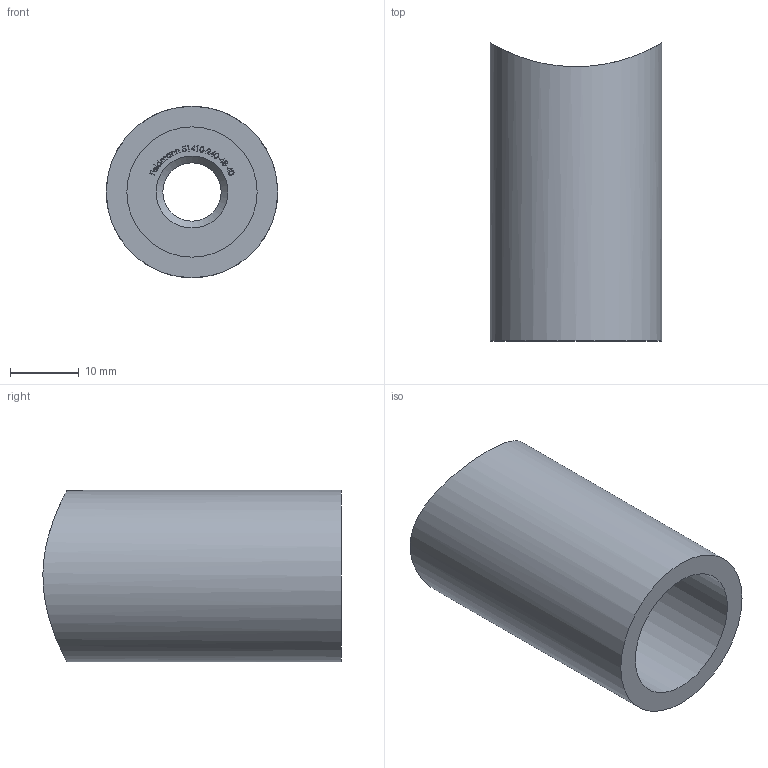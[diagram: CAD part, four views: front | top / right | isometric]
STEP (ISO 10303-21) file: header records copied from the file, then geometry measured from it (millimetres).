
FILE_DESCRIPTION (( 'STEP AP203' ), '1' );
FILE_NAME ('51410-240-48-40.step', '2023-09-19T08:42:29', ( '' ), ( '' ), 'SwSTEP 2.0', 'SolidWorks 2018', '' );
FILE_SCHEMA (( 'CONFIG_CONTROL_DESIGN' ));
Length unit declared in the file: millimetre
Products named in the file (1): 51410-240-48-40
Bounding box: 25 x 43.48 x 25 mm (x, y, z)
Volume: 11944.9 mm3; surface area: 6085.7 mm2
Topology: 1 solids, 1 shells, 293 faces, 762 edges, 508 vertices
Faces by surface type: plane 180, bspline 106, cylinder 5, cone 2
Full cylindrical faces by diameter (mm): 8.5 x1, 19 x2, 25 x1
Entity records: 15232 total; most frequent: CARTESIAN_POINT 8715, ORIENTED_EDGE 1508, DIRECTION 924, EDGE_CURVE 754, LINE 532, VECTOR 532, VERTEX_POINT 506, EDGE_LOOP 338
